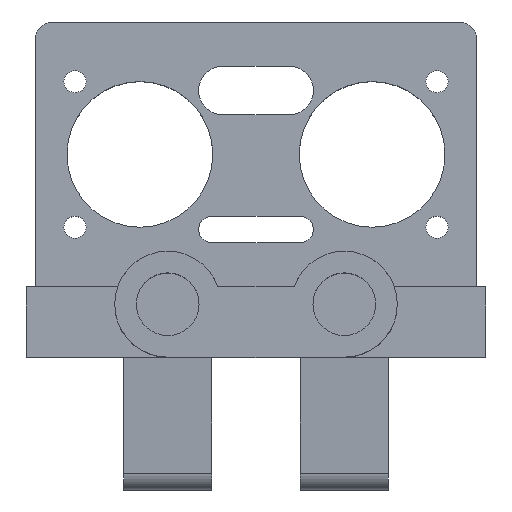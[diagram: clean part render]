
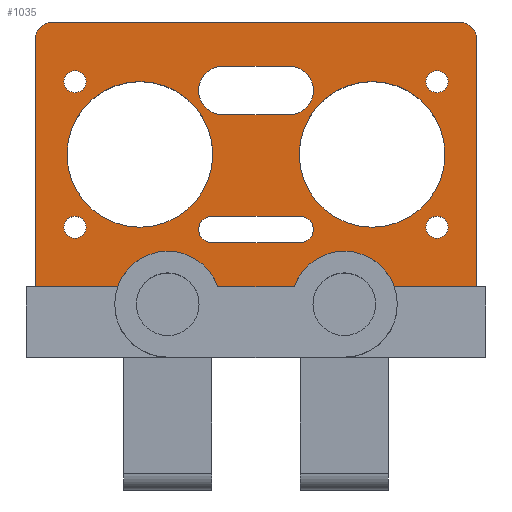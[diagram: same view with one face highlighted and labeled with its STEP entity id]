
A CAD part, top view. The second image highlights one B-rep face of the part: STEP entity #1035.
In plain terms, the highlighted planar face has unit normal (0, 0, 1).
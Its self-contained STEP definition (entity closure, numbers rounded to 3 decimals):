
#34=FACE_BOUND('',#232,.T.);
#35=FACE_BOUND('',#233,.T.);
#36=FACE_BOUND('',#234,.T.);
#37=FACE_BOUND('',#235,.T.);
#38=FACE_BOUND('',#236,.T.);
#39=FACE_BOUND('',#237,.T.);
#40=FACE_BOUND('',#238,.T.);
#41=FACE_BOUND('',#239,.T.);
#60=CIRCLE('',#1103,6.);
#62=CIRCLE('',#1106,6.);
#64=CIRCLE('',#1115,2.);
#77=CIRCLE('',#1131,2.);
#78=CIRCLE('',#1134,1.5);
#79=CIRCLE('',#1137,1.5);
#80=CIRCLE('',#1140,2.75);
#81=CIRCLE('',#1143,2.75);
#82=CIRCLE('',#1145,8.25);
#83=CIRCLE('',#1147,8.25);
#84=CIRCLE('',#1149,1.25);
#85=CIRCLE('',#1151,1.25);
#86=CIRCLE('',#1153,1.25);
#87=CIRCLE('',#1155,1.25);
#163=FACE_OUTER_BOUND('',#231,.T.);
#231=EDGE_LOOP('',(#926,#927,#928,#929,#930,#931,#932,#933,#934,#935));
#232=EDGE_LOOP('',(#936,#937,#938,#939));
#233=EDGE_LOOP('',(#940,#941,#942,#943));
#234=EDGE_LOOP('',(#944));
#235=EDGE_LOOP('',(#945));
#236=EDGE_LOOP('',(#946));
#237=EDGE_LOOP('',(#947));
#238=EDGE_LOOP('',(#948));
#239=EDGE_LOOP('',(#949));
#257=LINE('',#1496,#353);
#291=LINE('',#1588,#387);
#298=LINE('',#1603,#394);
#313=LINE('',#1679,#409);
#317=LINE('',#1689,#413);
#321=LINE('',#1698,#417);
#323=LINE('',#1705,#419);
#327=LINE('',#1714,#423);
#334=LINE('',#1742,#430);
#335=LINE('',#1744,#431);
#353=VECTOR('',#1186,10.);
#387=VECTOR('',#1280,10.);
#394=VECTOR('',#1289,10.);
#409=VECTOR('',#1376,10.);
#413=VECTOR('',#1386,10.);
#417=VECTOR('',#1396,10.);
#419=VECTOR('',#1404,10.);
#423=VECTOR('',#1414,10.);
#430=VECTOR('',#1451,10.);
#431=VECTOR('',#1454,10.);
#447=VERTEX_POINT('',#1493);
#448=VERTEX_POINT('',#1495);
#475=VERTEX_POINT('',#1585);
#476=VERTEX_POINT('',#1587);
#482=VERTEX_POINT('',#1600);
#483=VERTEX_POINT('',#1602);
#488=VERTEX_POINT('',#1634);
#489=VERTEX_POINT('',#1635);
#508=VERTEX_POINT('',#1678);
#509=VERTEX_POINT('',#1682);
#510=VERTEX_POINT('',#1686);
#511=VERTEX_POINT('',#1688);
#512=VERTEX_POINT('',#1692);
#513=VERTEX_POINT('',#1696);
#514=VERTEX_POINT('',#1702);
#515=VERTEX_POINT('',#1704);
#516=VERTEX_POINT('',#1708);
#517=VERTEX_POINT('',#1712);
#518=VERTEX_POINT('',#1718);
#519=VERTEX_POINT('',#1722);
#520=VERTEX_POINT('',#1726);
#521=VERTEX_POINT('',#1730);
#522=VERTEX_POINT('',#1734);
#523=VERTEX_POINT('',#1738);
#541=EDGE_CURVE('',#448,#447,#257,.T.);
#587=EDGE_CURVE('',#476,#475,#291,.T.);
#594=EDGE_CURVE('',#483,#482,#298,.T.);
#604=EDGE_CURVE('',#482,#476,#60,.T.);
#606=EDGE_CURVE('',#475,#448,#62,.T.);
#610=EDGE_CURVE('',#488,#489,#64,.T.);
#632=EDGE_CURVE('',#508,#489,#313,.T.);
#634=EDGE_CURVE('',#508,#509,#77,.T.);
#637=EDGE_CURVE('',#511,#510,#317,.T.);
#640=EDGE_CURVE('',#510,#512,#78,.T.);
#642=EDGE_CURVE('',#512,#513,#321,.T.);
#643=EDGE_CURVE('',#513,#511,#79,.T.);
#645=EDGE_CURVE('',#515,#514,#323,.T.);
#648=EDGE_CURVE('',#514,#516,#80,.T.);
#650=EDGE_CURVE('',#516,#517,#327,.T.);
#651=EDGE_CURVE('',#517,#515,#81,.T.);
#653=EDGE_CURVE('',#518,#518,#82,.T.);
#655=EDGE_CURVE('',#519,#519,#83,.T.);
#657=EDGE_CURVE('',#520,#520,#84,.T.);
#659=EDGE_CURVE('',#521,#521,#85,.T.);
#661=EDGE_CURVE('',#522,#522,#86,.T.);
#663=EDGE_CURVE('',#523,#523,#87,.T.);
#664=EDGE_CURVE('',#488,#483,#334,.T.);
#665=EDGE_CURVE('',#447,#509,#335,.T.);
#926=ORIENTED_EDGE('',*,*,#606,.T.);
#927=ORIENTED_EDGE('',*,*,#541,.T.);
#928=ORIENTED_EDGE('',*,*,#665,.T.);
#929=ORIENTED_EDGE('',*,*,#634,.F.);
#930=ORIENTED_EDGE('',*,*,#632,.T.);
#931=ORIENTED_EDGE('',*,*,#610,.F.);
#932=ORIENTED_EDGE('',*,*,#664,.T.);
#933=ORIENTED_EDGE('',*,*,#594,.T.);
#934=ORIENTED_EDGE('',*,*,#604,.T.);
#935=ORIENTED_EDGE('',*,*,#587,.T.);
#936=ORIENTED_EDGE('',*,*,#637,.T.);
#937=ORIENTED_EDGE('',*,*,#640,.T.);
#938=ORIENTED_EDGE('',*,*,#642,.T.);
#939=ORIENTED_EDGE('',*,*,#643,.T.);
#940=ORIENTED_EDGE('',*,*,#645,.T.);
#941=ORIENTED_EDGE('',*,*,#648,.T.);
#942=ORIENTED_EDGE('',*,*,#650,.T.);
#943=ORIENTED_EDGE('',*,*,#651,.T.);
#944=ORIENTED_EDGE('',*,*,#653,.T.);
#945=ORIENTED_EDGE('',*,*,#655,.T.);
#946=ORIENTED_EDGE('',*,*,#657,.T.);
#947=ORIENTED_EDGE('',*,*,#659,.T.);
#948=ORIENTED_EDGE('',*,*,#661,.T.);
#949=ORIENTED_EDGE('',*,*,#663,.T.);
#981=PLANE('',#1158);
#1035=ADVANCED_FACE('',(#163,#34,#35,#36,#37,#38,#39,#40,#41),#981,.T.);
#1103=AXIS2_PLACEMENT_3D('',#1620,#1311,#1312);
#1106=AXIS2_PLACEMENT_3D('',#1623,#1317,#1318);
#1115=AXIS2_PLACEMENT_3D('',#1636,#1337,#1338);
#1131=AXIS2_PLACEMENT_3D('',#1683,#1380,#1381);
#1134=AXIS2_PLACEMENT_3D('',#1694,#1391,#1392);
#1137=AXIS2_PLACEMENT_3D('',#1700,#1399,#1400);
#1140=AXIS2_PLACEMENT_3D('',#1710,#1409,#1410);
#1143=AXIS2_PLACEMENT_3D('',#1716,#1417,#1418);
#1145=AXIS2_PLACEMENT_3D('',#1720,#1422,#1423);
#1147=AXIS2_PLACEMENT_3D('',#1724,#1427,#1428);
#1149=AXIS2_PLACEMENT_3D('',#1728,#1432,#1433);
#1151=AXIS2_PLACEMENT_3D('',#1732,#1437,#1438);
#1153=AXIS2_PLACEMENT_3D('',#1736,#1442,#1443);
#1155=AXIS2_PLACEMENT_3D('',#1740,#1447,#1448);
#1158=AXIS2_PLACEMENT_3D('',#1745,#1455,#1456);
#1186=DIRECTION('',(1.,0.,0.));
#1280=DIRECTION('',(1.,0.,0.));
#1289=DIRECTION('',(1.,0.,0.));
#1311=DIRECTION('center_axis',(0.,0.,-1.));
#1312=DIRECTION('ref_axis',(1.,0.,0.));
#1317=DIRECTION('center_axis',(0.,0.,-1.));
#1318=DIRECTION('ref_axis',(-1.,0.,0.));
#1337=DIRECTION('center_axis',(0.,0.,-1.));
#1338=DIRECTION('ref_axis',(-0.707,0.707,0.));
#1376=DIRECTION('',(-1.,0.,0.));
#1380=DIRECTION('center_axis',(0.,0.,-1.));
#1381=DIRECTION('ref_axis',(0.707,0.707,0.));
#1386=DIRECTION('',(-1.,0.,0.));
#1391=DIRECTION('center_axis',(0.,0.,-1.));
#1392=DIRECTION('ref_axis',(0.,-1.,0.));
#1396=DIRECTION('',(1.,0.,0.));
#1399=DIRECTION('center_axis',(0.,0.,-1.));
#1400=DIRECTION('ref_axis',(0.,1.,0.));
#1404=DIRECTION('',(1.,0.,0.));
#1409=DIRECTION('center_axis',(0.,0.,-1.));
#1410=DIRECTION('ref_axis',(0.,1.,0.));
#1414=DIRECTION('',(-1.,0.,0.));
#1417=DIRECTION('center_axis',(0.,0.,-1.));
#1418=DIRECTION('ref_axis',(0.,-1.,0.));
#1422=DIRECTION('center_axis',(0.,0.,-1.));
#1423=DIRECTION('ref_axis',(1.,0.,0.));
#1427=DIRECTION('center_axis',(0.,0.,-1.));
#1428=DIRECTION('ref_axis',(-1.,0.,0.));
#1432=DIRECTION('center_axis',(0.,0.,-1.));
#1433=DIRECTION('ref_axis',(-1.,0.,0.));
#1437=DIRECTION('center_axis',(0.,0.,-1.));
#1438=DIRECTION('ref_axis',(-1.,0.,0.));
#1442=DIRECTION('center_axis',(0.,0.,-1.));
#1443=DIRECTION('ref_axis',(-1.,0.,0.));
#1447=DIRECTION('center_axis',(0.,0.,-1.));
#1448=DIRECTION('ref_axis',(-1.,0.,0.));
#1451=DIRECTION('',(0.,-1.,0.));
#1454=DIRECTION('',(0.,1.,0.));
#1455=DIRECTION('center_axis',(0.,0.,1.));
#1456=DIRECTION('ref_axis',(1.,0.,0.));
#1493=CARTESIAN_POINT('',(25.,-15.,4.));
#1495=CARTESIAN_POINT('',(15.657,-15.,4.));
#1496=CARTESIAN_POINT('',(-25.,-15.,4.));
#1585=CARTESIAN_POINT('',(4.343,-15.,4.));
#1587=CARTESIAN_POINT('',(-4.343,-15.,4.));
#1588=CARTESIAN_POINT('',(-25.,-15.,4.));
#1600=CARTESIAN_POINT('',(-15.657,-15.,4.));
#1602=CARTESIAN_POINT('',(-25.,-15.,4.));
#1603=CARTESIAN_POINT('',(-25.,-15.,4.));
#1620=CARTESIAN_POINT('Origin',(-10.,-17.,4.));
#1623=CARTESIAN_POINT('Origin',(10.,-17.,4.));
#1634=CARTESIAN_POINT('',(-25.,13.,4.));
#1635=CARTESIAN_POINT('',(-23.,15.,4.));
#1636=CARTESIAN_POINT('Origin',(-23.,13.,4.));
#1678=CARTESIAN_POINT('',(23.,15.,4.));
#1679=CARTESIAN_POINT('',(25.,15.,4.));
#1682=CARTESIAN_POINT('',(25.,13.,4.));
#1683=CARTESIAN_POINT('Origin',(23.,13.,4.));
#1686=CARTESIAN_POINT('',(-5.,-10.,4.));
#1688=CARTESIAN_POINT('',(5.,-10.,4.));
#1689=CARTESIAN_POINT('',(-2.5,-10.,4.));
#1692=CARTESIAN_POINT('',(-5.,-7.,4.));
#1694=CARTESIAN_POINT('Origin',(-5.,-8.5,4.));
#1696=CARTESIAN_POINT('',(5.,-7.,4.));
#1698=CARTESIAN_POINT('',(2.5,-7.,4.));
#1700=CARTESIAN_POINT('Origin',(5.,-8.5,4.));
#1702=CARTESIAN_POINT('',(3.75,10.,4.));
#1704=CARTESIAN_POINT('',(-3.75,10.,4.));
#1705=CARTESIAN_POINT('',(1.875,10.,4.));
#1708=CARTESIAN_POINT('',(3.75,4.5,4.));
#1710=CARTESIAN_POINT('Origin',(3.75,7.25,4.));
#1712=CARTESIAN_POINT('',(-3.75,4.5,4.));
#1714=CARTESIAN_POINT('',(-1.875,4.5,4.));
#1716=CARTESIAN_POINT('Origin',(-3.75,7.25,4.));
#1718=CARTESIAN_POINT('',(-21.4,0.,4.));
#1720=CARTESIAN_POINT('Origin',(-13.15,0.,4.));
#1722=CARTESIAN_POINT('',(21.4,0.,4.));
#1724=CARTESIAN_POINT('Origin',(13.15,0.,4.));
#1726=CARTESIAN_POINT('',(-19.25,-8.25,4.));
#1728=CARTESIAN_POINT('Origin',(-20.5,-8.25,4.));
#1730=CARTESIAN_POINT('',(-19.25,8.25,4.));
#1732=CARTESIAN_POINT('Origin',(-20.5,8.25,4.));
#1734=CARTESIAN_POINT('',(21.75,-8.25,4.));
#1736=CARTESIAN_POINT('Origin',(20.5,-8.25,4.));
#1738=CARTESIAN_POINT('',(21.75,8.25,4.));
#1740=CARTESIAN_POINT('Origin',(20.5,8.25,4.));
#1742=CARTESIAN_POINT('',(-25.,15.,4.));
#1744=CARTESIAN_POINT('',(25.,-15.,4.));
#1745=CARTESIAN_POINT('Origin',(0.,0.,4.));
